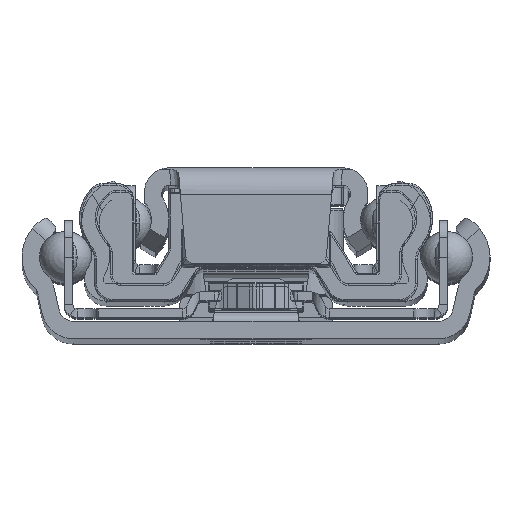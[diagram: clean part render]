
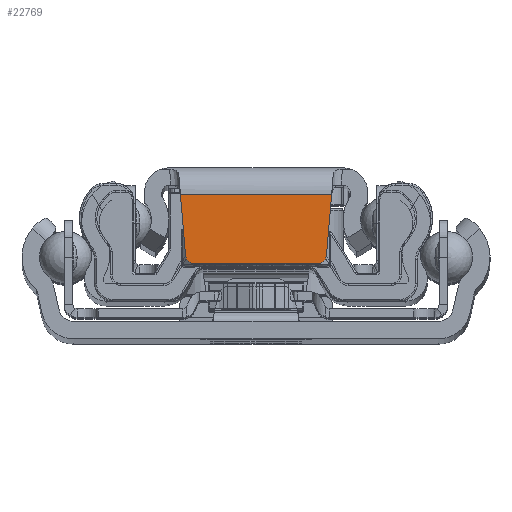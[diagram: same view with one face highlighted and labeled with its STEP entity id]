
A CAD part, top view. The second image highlights one B-rep face of the part: STEP entity #22769.
In plain terms, the highlighted planar face has unit normal (0, 0, 1).
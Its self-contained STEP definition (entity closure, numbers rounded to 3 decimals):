
#4 = PLANE ( 'NONE',  #58890 ) ;
#2301 = CARTESIAN_POINT ( 'NONE',  ( -8.077, -10.084, 338. ) ) ;
#4657 = FACE_OUTER_BOUND ( 'NONE', #60485, .T. ) ;
#5481 = VERTEX_POINT ( 'NONE', #60599 ) ;
#6436 = ORIENTED_EDGE ( 'NONE', *, *, #55744, .F. ) ;
#6971 = EDGE_CURVE ( 'NONE', #5481, #50598, #52781, .T. ) ;
#10195 = DIRECTION ( 'NONE',  ( -0.084, 0.996, 0. ) ) ;
#12066 = CARTESIAN_POINT ( 'NONE',  ( -8., -11., 338. ) ) ;
#13953 = ORIENTED_EDGE ( 'NONE', *, *, #6971, .T. ) ;
#14921 = EDGE_CURVE ( 'NONE', #27233, #34180, #48075, .T. ) ;
#16570 = EDGE_CURVE ( 'NONE', #50598, #47401, #40576, .T. ) ;
#16688 = VERTEX_POINT ( 'NONE', #2301 ) ;
#17327 = DIRECTION ( 'NONE',  ( 0., 0., 1. ) ) ;
#22769 = ADVANCED_FACE ( 'NONE', ( #4657 ), #4, .T. ) ;
#23362 = VECTOR ( 'NONE', #10195, 1000. ) ;
#23406 = DIRECTION ( 'NONE',  ( 1., 0., 0. ) ) ;
#23469 = DIRECTION ( 'NONE',  ( 1., 0., 0. ) ) ;
#25716 = CARTESIAN_POINT ( 'NONE',  ( 7.888, -12.334, 338. ) ) ;
#27233 = VERTEX_POINT ( 'NONE', #37849 ) ;
#28762 = LINE ( 'NONE', #25716, #63268 ) ;
#29443 = DIRECTION ( 'NONE',  ( -1., 0., 0. ) ) ;
#30991 = VECTOR ( 'NONE', #23469, 1000. ) ;
#34180 = VERTEX_POINT ( 'NONE', #41532 ) ;
#34720 = DIRECTION ( 'NONE',  ( 0., 0., 1. ) ) ;
#35598 = DIRECTION ( 'NONE',  ( 0., 0., 1. ) ) ;
#37849 = CARTESIAN_POINT ( 'NONE',  ( 8.672, -3., 338. ) ) ;
#40576 = CIRCLE ( 'NONE', #66379, 1. ) ;
#40924 = CARTESIAN_POINT ( 'NONE',  ( -8., -11., 338. ) ) ;
#41532 = CARTESIAN_POINT ( 'NONE',  ( -8.672, -3., 338. ) ) ;
#45168 = LINE ( 'NONE', #50048, #23362 ) ;
#46514 = CARTESIAN_POINT ( 'NONE',  ( -8.924, -3., 338. ) ) ;
#46884 = ORIENTED_EDGE ( 'NONE', *, *, #16570, .T. ) ;
#47401 = VERTEX_POINT ( 'NONE', #47722 ) ;
#47722 = CARTESIAN_POINT ( 'NONE',  ( 8.077, -10.084, 338. ) ) ;
#48075 = LINE ( 'NONE', #46514, #61630 ) ;
#48950 = ORIENTED_EDGE ( 'NONE', *, *, #66087, .T. ) ;
#50048 = CARTESIAN_POINT ( 'NONE',  ( -8., -11., 338. ) ) ;
#50598 = VERTEX_POINT ( 'NONE', #62087 ) ;
#52781 = LINE ( 'NONE', #12066, #30991 ) ;
#53884 = DIRECTION ( 'NONE',  ( 0.084, 0.996, 0. ) ) ;
#55744 = EDGE_CURVE ( 'NONE', #16688, #34180, #45168, .T. ) ;
#58527 = CARTESIAN_POINT ( 'NONE',  ( -7.08, -10., 338. ) ) ;
#58607 = EDGE_CURVE ( 'NONE', #47401, #27233, #28762, .T. ) ;
#58890 = AXIS2_PLACEMENT_3D ( 'NONE', #40924, #17327, #23406 ) ;
#60294 = ORIENTED_EDGE ( 'NONE', *, *, #14921, .T. ) ;
#60485 = EDGE_LOOP ( 'NONE', ( #62084, #60294, #6436, #48950, #13953, #46884 ) ) ;
#60599 = CARTESIAN_POINT ( 'NONE',  ( -7.08, -11., 338. ) ) ;
#61630 = VECTOR ( 'NONE', #29443, 1000. ) ;
#62084 = ORIENTED_EDGE ( 'NONE', *, *, #58607, .T. ) ;
#62087 = CARTESIAN_POINT ( 'NONE',  ( 7.08, -11., 338. ) ) ;
#63268 = VECTOR ( 'NONE', #53884, 1000. ) ;
#63371 = DIRECTION ( 'NONE',  ( 1., 0., 0. ) ) ;
#65262 = CARTESIAN_POINT ( 'NONE',  ( 7.08, -10., 338. ) ) ;
#66087 = EDGE_CURVE ( 'NONE', #16688, #5481, #73104, .T. ) ;
#66379 = AXIS2_PLACEMENT_3D ( 'NONE', #65262, #35598, #71386 ) ;
#69037 = AXIS2_PLACEMENT_3D ( 'NONE', #58527, #34720, #63371 ) ;
#71386 = DIRECTION ( 'NONE',  ( 1., 0., 0. ) ) ;
#73104 = CIRCLE ( 'NONE', #69037, 1. ) ;
